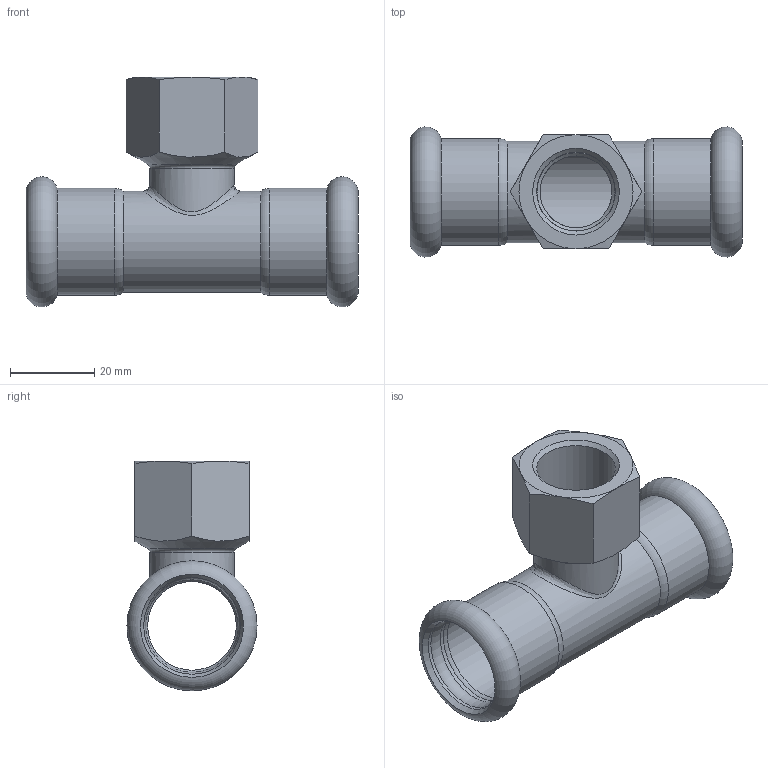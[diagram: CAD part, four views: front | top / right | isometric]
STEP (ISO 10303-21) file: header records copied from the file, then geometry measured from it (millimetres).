
FILE_DESCRIPTION(/* description */ (''),/* implementation_level */ '2;1');
FILE_NAME(/* name */ '389102022_Steelpres.stp',/* time_stamp */ '2022-10-21T15:45:07+02:00',/* author */ ('Vault'),/* organization */ ('Raccorderie metalliche s.p.a. '),/* preprocessor_version */ 'ST-DEVELOPER v18.1',/* originating_system */ 'Autodesk Inventor 2020',/* authorisation */ 'Raccorderie metalliche s.p.a. ');
FILE_SCHEMA (('AUTOMOTIVE_DESIGN { 1 0 10303 214 3 1 1 }'));
Length unit declared in the file: millimetre
Products named in the file (1): 389102022_Steelpres
Bounding box: 78.6 x 30.79 x 54.4 mm (x, y, z)
Volume: 18539.4 mm3; surface area: 16334.2 mm2
Topology: 1 solids, 1 shells, 46 faces, 147 edges, 102 vertices
Faces by surface type: cylinder 14, cone 12, torus 11, plane 7, bspline 2
Full cylindrical faces by diameter (mm): 17 x1, 18.5 x1, 18.631 x1, 20 x1, 21 x1, 22.3 x2, 22.9 x4, 24 x1, 25.3 x2
Entity records: 2093 total; most frequent: CARTESIAN_POINT 660, DIRECTION 310, ORIENTED_EDGE 298, EDGE_CURVE 149, AXIS2_PLACEMENT_3D 141, VERTEX_POINT 104, CIRCLE 96, EDGE_LOOP 49
